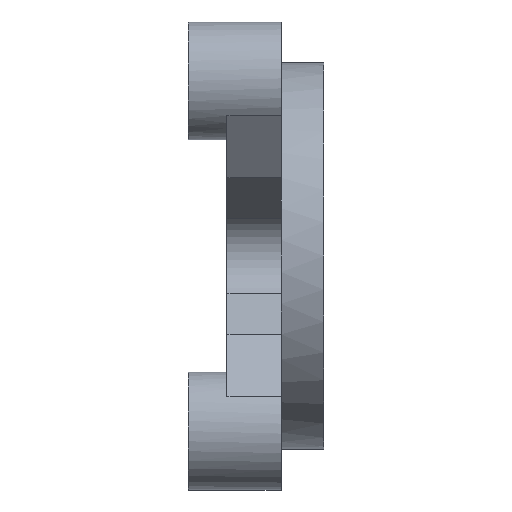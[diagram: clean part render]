
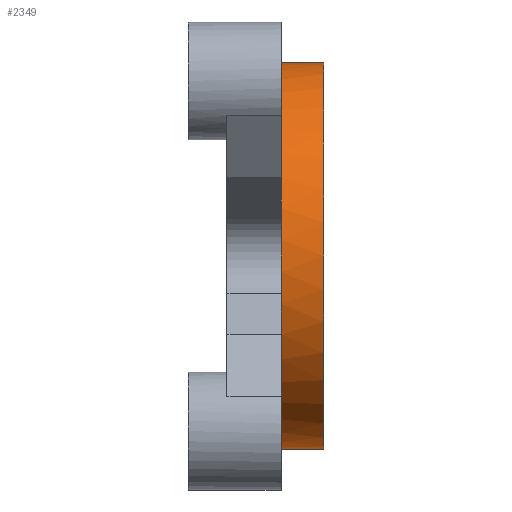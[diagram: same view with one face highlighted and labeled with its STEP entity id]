
A CAD part, left-side view. The second image highlights one B-rep face of the part: STEP entity #2349.
In plain terms, the highlighted cylindrical face has radius 12.696 mm (diameter 25.392 mm), a partial arc.
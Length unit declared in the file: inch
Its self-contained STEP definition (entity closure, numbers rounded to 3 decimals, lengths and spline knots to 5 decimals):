
#8 = CARTESIAN_POINT ( 'NONE',  ( -0.45698, 0.11, 0.20254 ) ) ;
#56 = EDGE_CURVE ( 'NONE', #1037, #1966, #1648, .T. ) ;
#186 = DIRECTION ( 'NONE',  ( 0., 0., 1. ) ) ;
#188 = DIRECTION ( 'NONE',  ( 0., -1., 0. ) ) ;
#198 = CARTESIAN_POINT ( 'NONE',  ( 0., 0.11, 0. ) ) ;
#241 = CARTESIAN_POINT ( 'NONE',  ( -0.20254, 0.11, -0.45698 ) ) ;
#257 = DIRECTION ( 'NONE',  ( 0., 0., 1. ) ) ;
#258 = DIRECTION ( 'NONE',  ( 0., -1., 0. ) ) ;
#262 = CARTESIAN_POINT ( 'NONE',  ( 0., 0.11, 0. ) ) ;
#329 = DIRECTION ( 'NONE',  ( 0., -1., 0. ) ) ;
#340 = CARTESIAN_POINT ( 'NONE',  ( 0., 0., -0.49985 ) ) ;
#343 = AXIS2_PLACEMENT_3D ( 'NONE', #1345, #1341, #1337 ) ;
#352 = EDGE_CURVE ( 'NONE', #2035, #1037, #2521, .T. ) ;
#399 = VECTOR ( 'NONE', #1234, 39.37008 ) ;
#417 = CARTESIAN_POINT ( 'NONE',  ( -0.20254, 0.11, 0.45698 ) ) ;
#431 = CARTESIAN_POINT ( 'NONE',  ( 0., 0., 0. ) ) ;
#509 = DIRECTION ( 'NONE',  ( 0., 0., 1. ) ) ;
#554 = ORIENTED_EDGE ( 'NONE', *, *, #352, .T. ) ;
#665 = VERTEX_POINT ( 'NONE', #8 ) ;
#708 = CARTESIAN_POINT ( 'NONE',  ( 0., 1.83847, 0. ) ) ;
#754 = DIRECTION ( 'NONE',  ( 0., 0., -1. ) ) ;
#768 = CARTESIAN_POINT ( 'NONE',  ( -0.45698, 0.11, -0.20254 ) ) ;
#814 = DIRECTION ( 'NONE',  ( 0., 0., -1. ) ) ;
#821 = AXIS2_PLACEMENT_3D ( 'NONE', #262, #258, #257 ) ;
#864 = DIRECTION ( 'NONE',  ( 0., -1., 0. ) ) ;
#908 = CARTESIAN_POINT ( 'NONE',  ( 0., 1.83847, -0.49985 ) ) ;
#939 = CARTESIAN_POINT ( 'NONE',  ( 0., 0.11, 0.49985 ) ) ;
#1015 = CYLINDRICAL_SURFACE ( 'NONE', #2492, 0.49985 ) ;
#1037 = VERTEX_POINT ( 'NONE', #1936 ) ;
#1086 = CIRCLE ( 'NONE', #2346, 0.49985 ) ;
#1094 = VECTOR ( 'NONE', #2111, 39.37008 ) ;
#1117 = CARTESIAN_POINT ( 'NONE',  ( 0., 0.11, 0. ) ) ;
#1151 = FACE_OUTER_BOUND ( 'NONE', #2038, .T. ) ;
#1228 = CIRCLE ( 'NONE', #1366, 0.49985 ) ;
#1234 = DIRECTION ( 'NONE',  ( 0., -1., 0. ) ) ;
#1240 = ORIENTED_EDGE ( 'NONE', *, *, #2732, .F. ) ;
#1278 = ORIENTED_EDGE ( 'NONE', *, *, #56, .T. ) ;
#1337 = DIRECTION ( 'NONE',  ( 0., 0., 1. ) ) ;
#1341 = DIRECTION ( 'NONE',  ( 0., -1., 0. ) ) ;
#1345 = CARTESIAN_POINT ( 'NONE',  ( 0., 0.11, 0. ) ) ;
#1366 = AXIS2_PLACEMENT_3D ( 'NONE', #2529, #864, #509 ) ;
#1397 = EDGE_CURVE ( 'NONE', #1751, #2035, #1428, .T. ) ;
#1428 = CIRCLE ( 'NONE', #343, 0.49985 ) ;
#1489 = ORIENTED_EDGE ( 'NONE', *, *, #2064, .T. ) ;
#1562 = AXIS2_PLACEMENT_3D ( 'NONE', #198, #188, #186 ) ;
#1648 = LINE ( 'NONE', #908, #399 ) ;
#1682 = VERTEX_POINT ( 'NONE', #939 ) ;
#1701 = CARTESIAN_POINT ( 'NONE',  ( 0., 0., 0.49985 ) ) ;
#1751 = VERTEX_POINT ( 'NONE', #768 ) ;
#1936 = CARTESIAN_POINT ( 'NONE',  ( 0., 0.11, -0.49985 ) ) ;
#1956 = VERTEX_POINT ( 'NONE', #417 ) ;
#1966 = VERTEX_POINT ( 'NONE', #340 ) ;
#2004 = EDGE_CURVE ( 'NONE', #1682, #1956, #2315, .T. ) ;
#2035 = VERTEX_POINT ( 'NONE', #241 ) ;
#2038 = EDGE_LOOP ( 'NONE', ( #1240, #2785, #1489, #2720, #2231, #554, #1278, #2393 ) ) ;
#2064 = EDGE_CURVE ( 'NONE', #1956, #665, #2435, .T. ) ;
#2111 = DIRECTION ( 'NONE',  ( 0., -1., 0. ) ) ;
#2170 = CARTESIAN_POINT ( 'NONE',  ( 0., 1.83847, 0.49985 ) ) ;
#2173 = DIRECTION ( 'NONE',  ( 0., -1., 0. ) ) ;
#2220 = LINE ( 'NONE', #2170, #1094 ) ;
#2231 = ORIENTED_EDGE ( 'NONE', *, *, #1397, .T. ) ;
#2272 = EDGE_CURVE ( 'NONE', #665, #1751, #1228, .T. ) ;
#2315 = CIRCLE ( 'NONE', #821, 0.49985 ) ;
#2343 = AXIS2_PLACEMENT_3D ( 'NONE', #1117, #2595, #2399 ) ;
#2346 = AXIS2_PLACEMENT_3D ( 'NONE', #431, #329, #754 ) ;
#2349 = ADVANCED_FACE ( 'NONE', ( #1151 ), #1015, .T. ) ;
#2352 = VERTEX_POINT ( 'NONE', #1701 ) ;
#2358 = EDGE_CURVE ( 'NONE', #2352, #1966, #1086, .T. ) ;
#2393 = ORIENTED_EDGE ( 'NONE', *, *, #2358, .F. ) ;
#2399 = DIRECTION ( 'NONE',  ( 0., 0., 1. ) ) ;
#2435 = CIRCLE ( 'NONE', #1562, 0.49985 ) ;
#2492 = AXIS2_PLACEMENT_3D ( 'NONE', #708, #2173, #814 ) ;
#2521 = CIRCLE ( 'NONE', #2343, 0.49985 ) ;
#2529 = CARTESIAN_POINT ( 'NONE',  ( 0., 0.11, 0. ) ) ;
#2595 = DIRECTION ( 'NONE',  ( 0., -1., 0. ) ) ;
#2720 = ORIENTED_EDGE ( 'NONE', *, *, #2272, .T. ) ;
#2732 = EDGE_CURVE ( 'NONE', #1682, #2352, #2220, .T. ) ;
#2785 = ORIENTED_EDGE ( 'NONE', *, *, #2004, .T. ) ;
